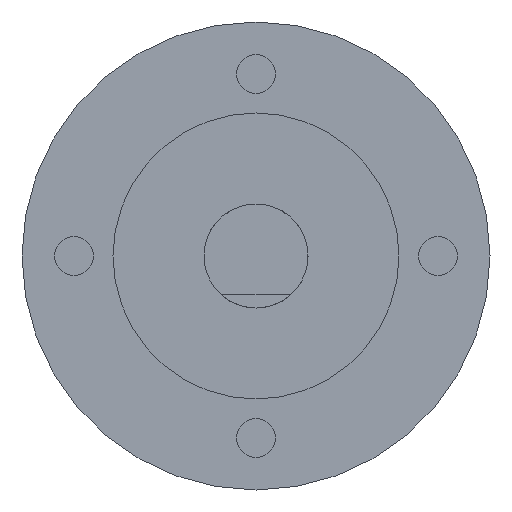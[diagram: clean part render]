
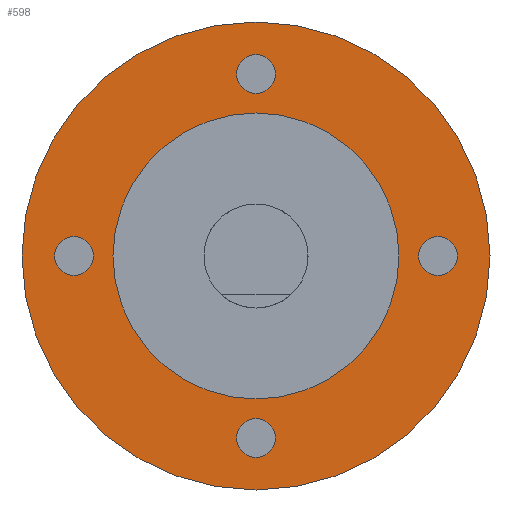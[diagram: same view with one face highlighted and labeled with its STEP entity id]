
A CAD part, front view. The second image highlights one B-rep face of the part: STEP entity #598.
In plain terms, the highlighted planar face has unit normal (0, -1, 0).
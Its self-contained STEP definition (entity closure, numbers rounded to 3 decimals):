
#38 = EDGE_CURVE ( 'NONE', #185, #826, #290, .T. ) ;
#39 = CIRCLE ( 'NONE', #1049, 1.5 ) ;
#40 = DIRECTION ( 'NONE',  ( 0., -1., 0. ) ) ;
#48 = EDGE_LOOP ( 'NONE', ( #912, #700 ) ) ;
#53 = DIRECTION ( 'NONE',  ( 0., -1., 0. ) ) ;
#61 = DIRECTION ( 'NONE',  ( 0., 0., -1. ) ) ;
#68 = CARTESIAN_POINT ( 'NONE',  ( 0., 0., -15.5 ) ) ;
#77 = AXIS2_PLACEMENT_3D ( 'NONE', #203, #878, #859 ) ;
#80 = CARTESIAN_POINT ( 'NONE',  ( 0., 0., 18. ) ) ;
#119 = VERTEX_POINT ( 'NONE', #122 ) ;
#122 = CARTESIAN_POINT ( 'NONE',  ( -14., 0., 1.5 ) ) ;
#133 = DIRECTION ( 'NONE',  ( 0., 0., -1. ) ) ;
#137 = CARTESIAN_POINT ( 'NONE',  ( 0., 0., 14. ) ) ;
#138 = VERTEX_POINT ( 'NONE', #844 ) ;
#167 = VERTEX_POINT ( 'NONE', #558 ) ;
#168 = EDGE_CURVE ( 'NONE', #189, #903, #758, .T. ) ;
#183 = ORIENTED_EDGE ( 'NONE', *, *, #880, .F. ) ;
#185 = VERTEX_POINT ( 'NONE', #1155 ) ;
#187 = EDGE_CURVE ( 'NONE', #138, #264, #1016, .T. ) ;
#189 = VERTEX_POINT ( 'NONE', #990 ) ;
#195 = AXIS2_PLACEMENT_3D ( 'NONE', #862, #556, #307 ) ;
#203 = CARTESIAN_POINT ( 'NONE',  ( 0., 0., 0. ) ) ;
#227 = AXIS2_PLACEMENT_3D ( 'NONE', #469, #386, #665 ) ;
#239 = EDGE_LOOP ( 'NONE', ( #376, #243 ) ) ;
#243 = ORIENTED_EDGE ( 'NONE', *, *, #656, .F. ) ;
#256 = CIRCLE ( 'NONE', #405, 1.5 ) ;
#259 = EDGE_LOOP ( 'NONE', ( #183, #595 ) ) ;
#264 = VERTEX_POINT ( 'NONE', #798 ) ;
#267 = EDGE_CURVE ( 'NONE', #826, #185, #885, .T. ) ;
#272 = CARTESIAN_POINT ( 'NONE',  ( 14., 0., -1.5 ) ) ;
#285 = FACE_BOUND ( 'NONE', #239, .T. ) ;
#290 = CIRCLE ( 'NONE', #1014, 1.5 ) ;
#307 = DIRECTION ( 'NONE',  ( 0., 0., -1. ) ) ;
#309 = DIRECTION ( 'NONE',  ( 0., 0., -1. ) ) ;
#317 = CIRCLE ( 'NONE', #463, 11. ) ;
#357 = ORIENTED_EDGE ( 'NONE', *, *, #168, .F. ) ;
#359 = EDGE_LOOP ( 'NONE', ( #1233, #875 ) ) ;
#376 = ORIENTED_EDGE ( 'NONE', *, *, #187, .F. ) ;
#379 = DIRECTION ( 'NONE',  ( 0., -1., 0. ) ) ;
#386 = DIRECTION ( 'NONE',  ( 0., 1., 0. ) ) ;
#394 = CARTESIAN_POINT ( 'NONE',  ( 0., 0., -12.5 ) ) ;
#400 = DIRECTION ( 'NONE',  ( 0., 0., -1. ) ) ;
#405 = AXIS2_PLACEMENT_3D ( 'NONE', #980, #588, #400 ) ;
#411 = ORIENTED_EDGE ( 'NONE', *, *, #1035, .F. ) ;
#414 = CARTESIAN_POINT ( 'NONE',  ( 0., 0., 0. ) ) ;
#439 = AXIS2_PLACEMENT_3D ( 'NONE', #414, #53, #609 ) ;
#459 = EDGE_LOOP ( 'NONE', ( #1011, #411 ) ) ;
#463 = AXIS2_PLACEMENT_3D ( 'NONE', #709, #821, #61 ) ;
#469 = CARTESIAN_POINT ( 'NONE',  ( 0., 0., 0. ) ) ;
#482 = CARTESIAN_POINT ( 'NONE',  ( -14., 0., 0. ) ) ;
#496 = CARTESIAN_POINT ( 'NONE',  ( 14., 0., 0. ) ) ;
#524 = CARTESIAN_POINT ( 'NONE',  ( 0., 0., 0. ) ) ;
#531 = DIRECTION ( 'NONE',  ( 0., 0., 1. ) ) ;
#533 = AXIS2_PLACEMENT_3D ( 'NONE', #137, #40, #994 ) ;
#546 = DIRECTION ( 'NONE',  ( 0., -1., 0. ) ) ;
#556 = DIRECTION ( 'NONE',  ( 0., -1., 0. ) ) ;
#557 = CARTESIAN_POINT ( 'NONE',  ( 0., 0., 12.5 ) ) ;
#558 = CARTESIAN_POINT ( 'NONE',  ( -14., 0., -1.5 ) ) ;
#575 = EDGE_CURVE ( 'NONE', #1029, #822, #769, .T. ) ;
#588 = DIRECTION ( 'NONE',  ( 0., -1., 0. ) ) ;
#595 = ORIENTED_EDGE ( 'NONE', *, *, #575, .F. ) ;
#598 = ADVANCED_FACE ( 'NONE', ( #841, #1139, #674, #853, #285, #654 ), #936, .F. ) ;
#600 = CIRCLE ( 'NONE', #780, 1.5 ) ;
#609 = DIRECTION ( 'NONE',  ( 0., 0., -1. ) ) ;
#638 = VERTEX_POINT ( 'NONE', #68 ) ;
#643 = CIRCLE ( 'NONE', #723, 1.5 ) ;
#654 = FACE_OUTER_BOUND ( 'NONE', #888, .T. ) ;
#656 = EDGE_CURVE ( 'NONE', #264, #138, #317, .T. ) ;
#659 = DIRECTION ( 'NONE',  ( 0., 0., -1. ) ) ;
#665 = DIRECTION ( 'NONE',  ( 0., 0., 1. ) ) ;
#674 = FACE_BOUND ( 'NONE', #359, .T. ) ;
#695 = CIRCLE ( 'NONE', #855, 18. ) ;
#700 = ORIENTED_EDGE ( 'NONE', *, *, #38, .F. ) ;
#709 = CARTESIAN_POINT ( 'NONE',  ( 0., 0., 0. ) ) ;
#723 = AXIS2_PLACEMENT_3D ( 'NONE', #482, #766, #309 ) ;
#747 = DIRECTION ( 'NONE',  ( 0., 0., -1. ) ) ;
#758 = CIRCLE ( 'NONE', #227, 18. ) ;
#762 = DIRECTION ( 'NONE',  ( 0., -1., 0. ) ) ;
#766 = DIRECTION ( 'NONE',  ( 0., -1., 0. ) ) ;
#769 = CIRCLE ( 'NONE', #1151, 1.5 ) ;
#780 = AXIS2_PLACEMENT_3D ( 'NONE', #924, #546, #1118 ) ;
#798 = CARTESIAN_POINT ( 'NONE',  ( 0., 0., -11. ) ) ;
#804 = CIRCLE ( 'NONE', #195, 1.5 ) ;
#821 = DIRECTION ( 'NONE',  ( 0., -1., 0. ) ) ;
#822 = VERTEX_POINT ( 'NONE', #272 ) ;
#824 = EDGE_CURVE ( 'NONE', #982, #638, #39, .T. ) ;
#826 = VERTEX_POINT ( 'NONE', #557 ) ;
#841 = FACE_BOUND ( 'NONE', #48, .T. ) ;
#844 = CARTESIAN_POINT ( 'NONE',  ( 0., 0., 11. ) ) ;
#853 = FACE_BOUND ( 'NONE', #459, .T. ) ;
#855 = AXIS2_PLACEMENT_3D ( 'NONE', #524, #901, #531 ) ;
#859 = DIRECTION ( 'NONE',  ( 0., 0., 1. ) ) ;
#862 = CARTESIAN_POINT ( 'NONE',  ( 0., 0., -14. ) ) ;
#871 = ORIENTED_EDGE ( 'NONE', *, *, #1191, .F. ) ;
#875 = ORIENTED_EDGE ( 'NONE', *, *, #824, .F. ) ;
#878 = DIRECTION ( 'NONE',  ( 0., 1., 0. ) ) ;
#880 = EDGE_CURVE ( 'NONE', #822, #1029, #600, .T. ) ;
#885 = CIRCLE ( 'NONE', #533, 1.5 ) ;
#888 = EDGE_LOOP ( 'NONE', ( #357, #871 ) ) ;
#901 = DIRECTION ( 'NONE',  ( 0., 1., 0. ) ) ;
#903 = VERTEX_POINT ( 'NONE', #80 ) ;
#912 = ORIENTED_EDGE ( 'NONE', *, *, #267, .F. ) ;
#921 = EDGE_CURVE ( 'NONE', #167, #119, #643, .T. ) ;
#924 = CARTESIAN_POINT ( 'NONE',  ( 14., 0., 0. ) ) ;
#929 = DIRECTION ( 'NONE',  ( 0., -1., 0. ) ) ;
#936 = PLANE ( 'NONE',  #77 ) ;
#980 = CARTESIAN_POINT ( 'NONE',  ( -14., 0., 0. ) ) ;
#982 = VERTEX_POINT ( 'NONE', #394 ) ;
#990 = CARTESIAN_POINT ( 'NONE',  ( 0., 0., -18. ) ) ;
#994 = DIRECTION ( 'NONE',  ( 0., 0., -1. ) ) ;
#1003 = EDGE_CURVE ( 'NONE', #638, #982, #804, .T. ) ;
#1011 = ORIENTED_EDGE ( 'NONE', *, *, #921, .F. ) ;
#1014 = AXIS2_PLACEMENT_3D ( 'NONE', #1227, #379, #747 ) ;
#1016 = CIRCLE ( 'NONE', #439, 11. ) ;
#1029 = VERTEX_POINT ( 'NONE', #1188 ) ;
#1035 = EDGE_CURVE ( 'NONE', #119, #167, #256, .T. ) ;
#1036 = CARTESIAN_POINT ( 'NONE',  ( 0., 0., -14. ) ) ;
#1049 = AXIS2_PLACEMENT_3D ( 'NONE', #1036, #929, #659 ) ;
#1118 = DIRECTION ( 'NONE',  ( 0., 0., -1. ) ) ;
#1139 = FACE_BOUND ( 'NONE', #259, .T. ) ;
#1151 = AXIS2_PLACEMENT_3D ( 'NONE', #496, #762, #133 ) ;
#1155 = CARTESIAN_POINT ( 'NONE',  ( 0., 0., 15.5 ) ) ;
#1188 = CARTESIAN_POINT ( 'NONE',  ( 14., 0., 1.5 ) ) ;
#1191 = EDGE_CURVE ( 'NONE', #903, #189, #695, .T. ) ;
#1227 = CARTESIAN_POINT ( 'NONE',  ( 0., 0., 14. ) ) ;
#1233 = ORIENTED_EDGE ( 'NONE', *, *, #1003, .F. ) ;
